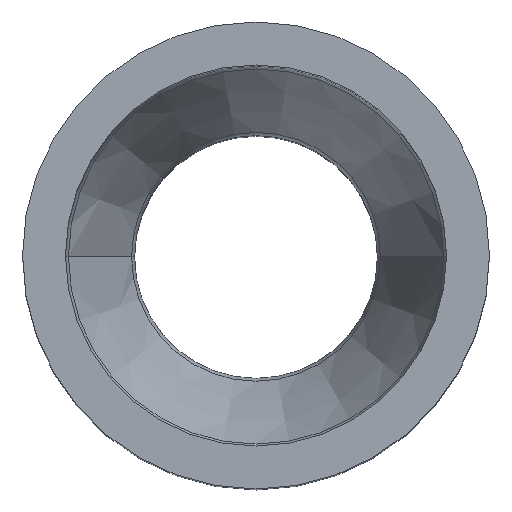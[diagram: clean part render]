
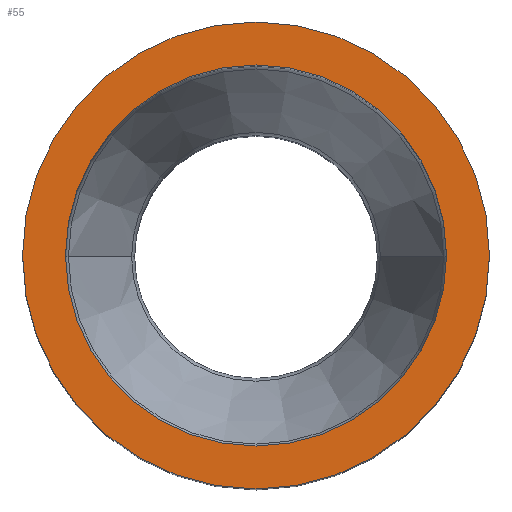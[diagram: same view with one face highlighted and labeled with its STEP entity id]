
A CAD part, top view. The second image highlights one B-rep face of the part: STEP entity #55.
In plain terms, the highlighted planar face has unit normal (0, 0, 1).
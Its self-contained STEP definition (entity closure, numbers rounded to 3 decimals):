
#6 = EDGE_LOOP ( 'NONE', ( #391, #408 ) ) ;
#7 = CARTESIAN_POINT ( 'NONE',  ( 0., 0., 72.867 ) ) ;
#53 = VERTEX_POINT ( 'NONE', #354 ) ;
#54 = EDGE_CURVE ( 'NONE', #323, #242, #382, .T. ) ;
#55 = ADVANCED_FACE ( 'NONE', ( #584, #330 ), #328, .T. ) ;
#61 = EDGE_CURVE ( 'NONE', #168, #53, #142, .T. ) ;
#77 = DIRECTION ( 'NONE',  ( 1., 0., 0. ) ) ;
#78 = CIRCLE ( 'NONE', #535, 20.4 ) ;
#91 = CARTESIAN_POINT ( 'NONE',  ( 20.4, 0., 72.867 ) ) ;
#119 = DIRECTION ( 'NONE',  ( 0., 0., 1. ) ) ;
#142 = CIRCLE ( 'NONE', #268, 25. ) ;
#168 = VERTEX_POINT ( 'NONE', #583 ) ;
#205 = CIRCLE ( 'NONE', #576, 25. ) ;
#223 = CARTESIAN_POINT ( 'NONE',  ( 0., 0., 72.867 ) ) ;
#242 = VERTEX_POINT ( 'NONE', #91 ) ;
#248 = CARTESIAN_POINT ( 'NONE',  ( 0., 0., 72.867 ) ) ;
#268 = AXIS2_PLACEMENT_3D ( 'NONE', #223, #534, #378 ) ;
#274 = CARTESIAN_POINT ( 'NONE',  ( -20.4, 0., 72.867 ) ) ;
#291 = EDGE_LOOP ( 'NONE', ( #351, #580 ) ) ;
#323 = VERTEX_POINT ( 'NONE', #647 ) ;
#328 = PLANE ( 'NONE',  #402 ) ;
#330 = FACE_OUTER_BOUND ( 'NONE', #291, .T. ) ;
#351 = ORIENTED_EDGE ( 'NONE', *, *, #61, .F. ) ;
#354 = CARTESIAN_POINT ( 'NONE',  ( 25., 0., 72.867 ) ) ;
#367 = DIRECTION ( 'NONE',  ( -1., 0., 0. ) ) ;
#378 = DIRECTION ( 'NONE',  ( -1., 0., 0. ) ) ;
#382 = CIRCLE ( 'NONE', #574, 20.4 ) ;
#391 = ORIENTED_EDGE ( 'NONE', *, *, #54, .T. ) ;
#399 = DIRECTION ( 'NONE',  ( 0., 0., -1. ) ) ;
#402 = AXIS2_PLACEMENT_3D ( 'NONE', #274, #119, #77 ) ;
#408 = ORIENTED_EDGE ( 'NONE', *, *, #555, .T. ) ;
#531 = EDGE_CURVE ( 'NONE', #53, #168, #205, .T. ) ;
#534 = DIRECTION ( 'NONE',  ( 0., 0., -1. ) ) ;
#535 = AXIS2_PLACEMENT_3D ( 'NONE', #248, #579, #367 ) ;
#555 = EDGE_CURVE ( 'NONE', #242, #323, #78, .T. ) ;
#563 = CARTESIAN_POINT ( 'NONE',  ( 0., 0., 72.867 ) ) ;
#565 = DIRECTION ( 'NONE',  ( -1., 0., 0. ) ) ;
#567 = DIRECTION ( 'NONE',  ( -1., 0., 0. ) ) ;
#574 = AXIS2_PLACEMENT_3D ( 'NONE', #563, #615, #565 ) ;
#576 = AXIS2_PLACEMENT_3D ( 'NONE', #7, #399, #567 ) ;
#579 = DIRECTION ( 'NONE',  ( 0., 0., -1. ) ) ;
#580 = ORIENTED_EDGE ( 'NONE', *, *, #531, .F. ) ;
#583 = CARTESIAN_POINT ( 'NONE',  ( -25., 0., 72.867 ) ) ;
#584 = FACE_BOUND ( 'NONE', #6, .T. ) ;
#615 = DIRECTION ( 'NONE',  ( 0., 0., -1. ) ) ;
#647 = CARTESIAN_POINT ( 'NONE',  ( -20.4, 0., 72.867 ) ) ;
